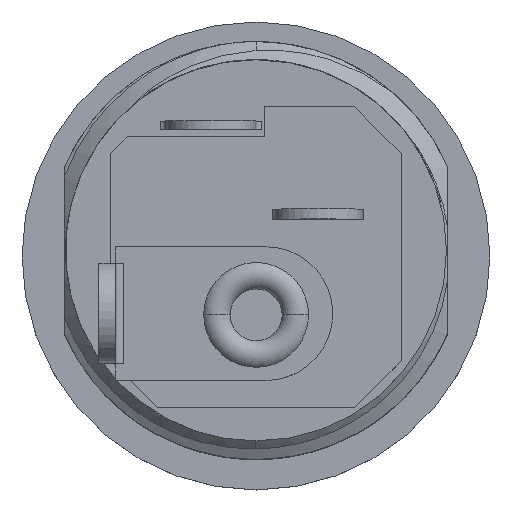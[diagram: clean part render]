
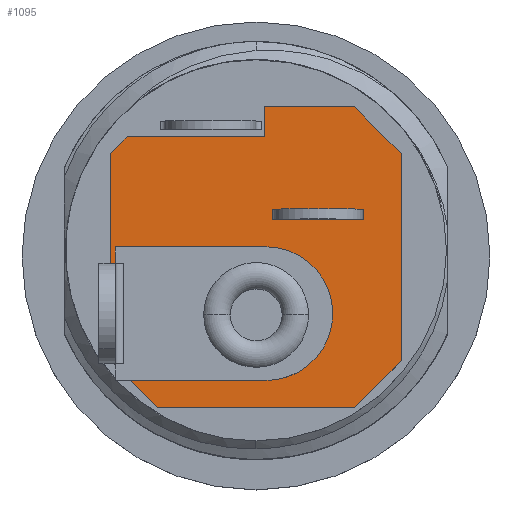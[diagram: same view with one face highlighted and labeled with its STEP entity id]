
A CAD part, top view. The second image highlights one B-rep face of the part: STEP entity #1095.
In plain terms, the highlighted planar face has unit normal (0, 0, 1).
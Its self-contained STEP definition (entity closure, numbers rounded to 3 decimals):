
#12 = CIRCLE ( 'NONE', #1139, 2. ) ;
#95 = CARTESIAN_POINT ( 'NONE',  ( 4.343, 2.892, 11.7 ) ) ;
#123 = VERTEX_POINT ( 'NONE', #6711 ) ;
#180 = ORIENTED_EDGE ( 'NONE', *, *, #5983, .T. ) ;
#215 = DIRECTION ( 'NONE',  ( -0.707, 0.707, 0. ) ) ;
#323 = ORIENTED_EDGE ( 'NONE', *, *, #5433, .F. ) ;
#414 = VERTEX_POINT ( 'NONE', #5939 ) ;
#556 = LINE ( 'NONE', #2709, #3942 ) ;
#580 = ORIENTED_EDGE ( 'NONE', *, *, #4742, .F. ) ;
#624 = LINE ( 'NONE', #95, #6665 ) ;
#676 = VERTEX_POINT ( 'NONE', #6383 ) ;
#684 = DIRECTION ( 'NONE',  ( -1., 0., 0. ) ) ;
#686 = CARTESIAN_POINT ( 'NONE',  ( 4.343, -3.308, 11.7 ) ) ;
#782 = ORIENTED_EDGE ( 'NONE', *, *, #4877, .F. ) ;
#789 = CARTESIAN_POINT ( 'NONE',  ( -4.357, -3.308, 11.7 ) ) ;
#790 = LINE ( 'NONE', #7501, #1155 ) ;
#833 = CARTESIAN_POINT ( 'NONE',  ( 3.203, 1.228, 11.7 ) ) ;
#847 = VECTOR ( 'NONE', #7602, 1000. ) ;
#990 = VECTOR ( 'NONE', #2655, 1000. ) ;
#1011 = ORIENTED_EDGE ( 'NONE', *, *, #3437, .F. ) ;
#1051 = DIRECTION ( 'NONE',  ( -0.707, -0.707, 0. ) ) ;
#1095 = ADVANCED_FACE ( 'NONE', ( #5475, #6080 ), #2765, .T. ) ;
#1139 = AXIS2_PLACEMENT_3D ( 'NONE', #8232, #8319, #7697 ) ;
#1155 = VECTOR ( 'NONE', #4823, 1000. ) ;
#1186 = DIRECTION ( 'NONE',  ( 0., 1., 0. ) ) ;
#1231 = LINE ( 'NONE', #3192, #6418 ) ;
#1275 = LINE ( 'NONE', #3846, #5150 ) ;
#1297 = CARTESIAN_POINT ( 'NONE',  ( -4.357, -3.308, 11.7 ) ) ;
#1527 = VERTEX_POINT ( 'NONE', #7358 ) ;
#1608 = CARTESIAN_POINT ( 'NONE',  ( 3.203, 0.928, 11.7 ) ) ;
#1626 = VECTOR ( 'NONE', #7424, 1000. ) ;
#1654 = EDGE_CURVE ( 'NONE', #5227, #4805, #12, .T. ) ;
#1699 = LINE ( 'NONE', #4988, #4884 ) ;
#1703 = CARTESIAN_POINT ( 'NONE',  ( -3.768, -3.897, 11.7 ) ) ;
#1805 = CARTESIAN_POINT ( 'NONE',  ( -4.204, -3.461, 11.7 ) ) ;
#1813 = VERTEX_POINT ( 'NONE', #4357 ) ;
#1909 = CARTESIAN_POINT ( 'NONE',  ( 0.039, 0.103, 11.7 ) ) ;
#1944 = VECTOR ( 'NONE', #7010, 1000. ) ;
#1946 = VERTEX_POINT ( 'NONE', #4712 ) ;
#1993 = EDGE_CURVE ( 'NONE', #7192, #5227, #4090, .T. ) ;
#2074 = LINE ( 'NONE', #4744, #1626 ) ;
#2108 = EDGE_LOOP ( 'NONE', ( #8260, #2182, #580, #3526, #1011, #2955, #3114, #782, #5208, #323, #4876, #7323, #7858, #6600, #7869 ) ) ;
#2182 = ORIENTED_EDGE ( 'NONE', *, *, #8213, .F. ) ;
#2211 = VECTOR ( 'NONE', #8291, 1000. ) ;
#2233 = CARTESIAN_POINT ( 'NONE',  ( 2.943, 4.292, 11.7 ) ) ;
#2292 = CARTESIAN_POINT ( 'NONE',  ( 0.243, 3.392, 11.7 ) ) ;
#2312 = EDGE_CURVE ( 'NONE', #7565, #414, #624, .T. ) ;
#2357 = CARTESIAN_POINT ( 'NONE',  ( -4.357, -3.308, 11.7 ) ) ;
#2409 = EDGE_CURVE ( 'NONE', #1946, #3960, #2074, .T. ) ;
#2447 = CARTESIAN_POINT ( 'NONE',  ( -4.357, 2.892, 11.7 ) ) ;
#2655 = DIRECTION ( 'NONE',  ( 0., -1., 0. ) ) ;
#2709 = CARTESIAN_POINT ( 'NONE',  ( 0.243, 3.392, 11.7 ) ) ;
#2765 = PLANE ( 'NONE',  #7844 ) ;
#2777 = CARTESIAN_POINT ( 'NONE',  ( 0.039, -3.897, 11.7 ) ) ;
#2851 = LINE ( 'NONE', #789, #5404 ) ;
#2955 = ORIENTED_EDGE ( 'NONE', *, *, #2312, .F. ) ;
#3017 = CARTESIAN_POINT ( 'NONE',  ( 0.296, 0.103, 11.7 ) ) ;
#3018 = LINE ( 'NONE', #7841, #7312 ) ;
#3114 = ORIENTED_EDGE ( 'NONE', *, *, #7135, .F. ) ;
#3192 = CARTESIAN_POINT ( 'NONE',  ( 0.243, 4.292, 11.7 ) ) ;
#3435 = DIRECTION ( 'NONE',  ( 1., 0., 0. ) ) ;
#3437 = EDGE_CURVE ( 'NONE', #414, #1813, #5238, .T. ) ;
#3476 = VECTOR ( 'NONE', #7142, 1000. ) ;
#3526 = ORIENTED_EDGE ( 'NONE', *, *, #4794, .F. ) ;
#3704 = VERTEX_POINT ( 'NONE', #7346 ) ;
#3846 = CARTESIAN_POINT ( 'NONE',  ( 0.531, 0.928, 11.7 ) ) ;
#3899 = EDGE_CURVE ( 'NONE', #123, #8607, #4879, .T. ) ;
#3903 = CARTESIAN_POINT ( 'NONE',  ( -3.857, 3.392, 11.7 ) ) ;
#3942 = VECTOR ( 'NONE', #7930, 1000. ) ;
#3960 = VERTEX_POINT ( 'NONE', #1805 ) ;
#3970 = LINE ( 'NONE', #1909, #8027 ) ;
#3988 = VERTEX_POINT ( 'NONE', #2292 ) ;
#4035 = DIRECTION ( 'NONE',  ( 0.707, -0.707, 0. ) ) ;
#4090 = LINE ( 'NONE', #2777, #5063 ) ;
#4160 = DIRECTION ( 'NONE',  ( 1., 0., 0. ) ) ;
#4357 = CARTESIAN_POINT ( 'NONE',  ( 4.343, -3.308, 11.7 ) ) ;
#4418 = DIRECTION ( 'NONE',  ( 0., -1., 0. ) ) ;
#4463 = LINE ( 'NONE', #2357, #3476 ) ;
#4620 = EDGE_CURVE ( 'NONE', #3960, #8035, #2851, .T. ) ;
#4712 = CARTESIAN_POINT ( 'NONE',  ( -4.204, 0.103, 11.7 ) ) ;
#4742 = EDGE_CURVE ( 'NONE', #4866, #3704, #5716, .T. ) ;
#4744 = CARTESIAN_POINT ( 'NONE',  ( -4.204, -0.243, 11.7 ) ) ;
#4794 = EDGE_CURVE ( 'NONE', #1813, #4866, #1699, .T. ) ;
#4805 = VERTEX_POINT ( 'NONE', #3017 ) ;
#4823 = DIRECTION ( 'NONE',  ( 0., 1., 0. ) ) ;
#4866 = VERTEX_POINT ( 'NONE', #8371 ) ;
#4876 = ORIENTED_EDGE ( 'NONE', *, *, #8211, .F. ) ;
#4877 = EDGE_CURVE ( 'NONE', #3988, #676, #1231, .T. ) ;
#4879 = LINE ( 'NONE', #4921, #847 ) ;
#4884 = VECTOR ( 'NONE', #1051, 1000. ) ;
#4921 = CARTESIAN_POINT ( 'NONE',  ( 0.531, 1.228, 11.7 ) ) ;
#4988 = CARTESIAN_POINT ( 'NONE',  ( 2.943, -4.708, 11.7 ) ) ;
#4993 = LINE ( 'NONE', #2447, #2211 ) ;
#5063 = VECTOR ( 'NONE', #5441, 1000. ) ;
#5150 = VECTOR ( 'NONE', #8599, 1000. ) ;
#5208 = ORIENTED_EDGE ( 'NONE', *, *, #6100, .F. ) ;
#5227 = VERTEX_POINT ( 'NONE', #8393 ) ;
#5237 = ORIENTED_EDGE ( 'NONE', *, *, #3899, .T. ) ;
#5238 = LINE ( 'NONE', #686, #990 ) ;
#5404 = VECTOR ( 'NONE', #215, 1000. ) ;
#5433 = EDGE_CURVE ( 'NONE', #8389, #1527, #5908, .T. ) ;
#5441 = DIRECTION ( 'NONE',  ( 1., 0., 0. ) ) ;
#5461 = CARTESIAN_POINT ( 'NONE',  ( -4.357, 2.892, 11.7 ) ) ;
#5475 = FACE_OUTER_BOUND ( 'NONE', #2108, .T. ) ;
#5594 = LINE ( 'NONE', #2233, #8163 ) ;
#5716 = LINE ( 'NONE', #8464, #1944 ) ;
#5890 = EDGE_CURVE ( 'NONE', #6657, #123, #790, .T. ) ;
#5908 = LINE ( 'NONE', #3903, #7305 ) ;
#5919 = CARTESIAN_POINT ( 'NONE',  ( 0.039, -0.243, 11.7 ) ) ;
#5939 = CARTESIAN_POINT ( 'NONE',  ( 4.343, 2.892, 11.7 ) ) ;
#5983 = EDGE_CURVE ( 'NONE', #8607, #7430, #3018, .T. ) ;
#6080 = FACE_BOUND ( 'NONE', #7285, .T. ) ;
#6100 = EDGE_CURVE ( 'NONE', #1527, #3988, #556, .T. ) ;
#6116 = ORIENTED_EDGE ( 'NONE', *, *, #8311, .F. ) ;
#6383 = CARTESIAN_POINT ( 'NONE',  ( 0.243, 4.292, 11.7 ) ) ;
#6418 = VECTOR ( 'NONE', #1186, 1000. ) ;
#6600 = ORIENTED_EDGE ( 'NONE', *, *, #7615, .F. ) ;
#6623 = ORIENTED_EDGE ( 'NONE', *, *, #5890, .T. ) ;
#6657 = VERTEX_POINT ( 'NONE', #8133 ) ;
#6665 = VECTOR ( 'NONE', #4035, 1000. ) ;
#6711 = CARTESIAN_POINT ( 'NONE',  ( 0.503, 1.228, 11.7 ) ) ;
#7010 = DIRECTION ( 'NONE',  ( -1., 0., 0. ) ) ;
#7135 = EDGE_CURVE ( 'NONE', #676, #7565, #5594, .T. ) ;
#7142 = DIRECTION ( 'NONE',  ( -0.707, 0.707, 0. ) ) ;
#7192 = VERTEX_POINT ( 'NONE', #1703 ) ;
#7285 = EDGE_LOOP ( 'NONE', ( #6116, #6623, #5237, #180 ) ) ;
#7305 = VECTOR ( 'NONE', #8652, 1000. ) ;
#7312 = VECTOR ( 'NONE', #4418, 1000. ) ;
#7323 = ORIENTED_EDGE ( 'NONE', *, *, #4620, .F. ) ;
#7346 = CARTESIAN_POINT ( 'NONE',  ( -2.957, -4.708, 11.7 ) ) ;
#7358 = CARTESIAN_POINT ( 'NONE',  ( -3.857, 3.392, 11.7 ) ) ;
#7424 = DIRECTION ( 'NONE',  ( 0., -1., 0. ) ) ;
#7430 = VERTEX_POINT ( 'NONE', #1608 ) ;
#7501 = CARTESIAN_POINT ( 'NONE',  ( 0.503, 0.928, 11.7 ) ) ;
#7565 = VERTEX_POINT ( 'NONE', #7880 ) ;
#7602 = DIRECTION ( 'NONE',  ( 1., 0., 0. ) ) ;
#7615 = EDGE_CURVE ( 'NONE', #4805, #1946, #3970, .T. ) ;
#7697 = DIRECTION ( 'NONE',  ( 1., 0., 0. ) ) ;
#7841 = CARTESIAN_POINT ( 'NONE',  ( 3.203, 0.928, 11.7 ) ) ;
#7844 = AXIS2_PLACEMENT_3D ( 'NONE', #5919, #8620, #4160 ) ;
#7858 = ORIENTED_EDGE ( 'NONE', *, *, #2409, .F. ) ;
#7869 = ORIENTED_EDGE ( 'NONE', *, *, #1654, .F. ) ;
#7880 = CARTESIAN_POINT ( 'NONE',  ( 2.943, 4.292, 11.7 ) ) ;
#7930 = DIRECTION ( 'NONE',  ( 1., 0., 0. ) ) ;
#8027 = VECTOR ( 'NONE', #684, 1000. ) ;
#8035 = VERTEX_POINT ( 'NONE', #1297 ) ;
#8133 = CARTESIAN_POINT ( 'NONE',  ( 0.503, 0.928, 11.7 ) ) ;
#8163 = VECTOR ( 'NONE', #3435, 1000. ) ;
#8211 = EDGE_CURVE ( 'NONE', #8035, #8389, #4993, .T. ) ;
#8213 = EDGE_CURVE ( 'NONE', #3704, #7192, #4463, .T. ) ;
#8232 = CARTESIAN_POINT ( 'NONE',  ( 0.296, -1.897, 11.7 ) ) ;
#8260 = ORIENTED_EDGE ( 'NONE', *, *, #1993, .F. ) ;
#8291 = DIRECTION ( 'NONE',  ( 0., 1., 0. ) ) ;
#8311 = EDGE_CURVE ( 'NONE', #6657, #7430, #1275, .T. ) ;
#8319 = DIRECTION ( 'NONE',  ( 0., 0., 1. ) ) ;
#8371 = CARTESIAN_POINT ( 'NONE',  ( 2.943, -4.708, 11.7 ) ) ;
#8389 = VERTEX_POINT ( 'NONE', #5461 ) ;
#8393 = CARTESIAN_POINT ( 'NONE',  ( 0.296, -3.897, 11.7 ) ) ;
#8464 = CARTESIAN_POINT ( 'NONE',  ( -2.957, -4.708, 11.7 ) ) ;
#8599 = DIRECTION ( 'NONE',  ( 1., 0., 0. ) ) ;
#8607 = VERTEX_POINT ( 'NONE', #833 ) ;
#8620 = DIRECTION ( 'NONE',  ( 0., 0., 1. ) ) ;
#8652 = DIRECTION ( 'NONE',  ( 0.707, 0.707, 0. ) ) ;
